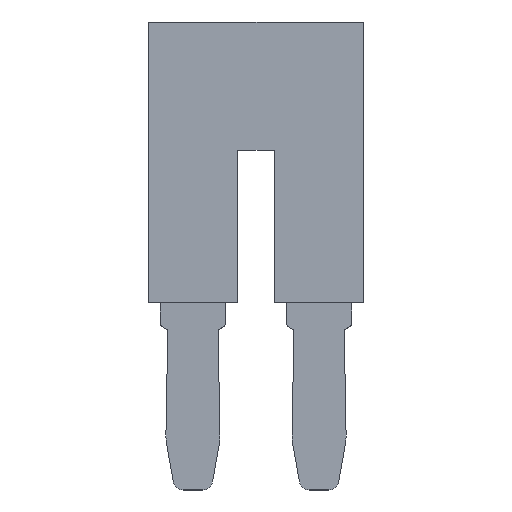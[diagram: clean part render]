
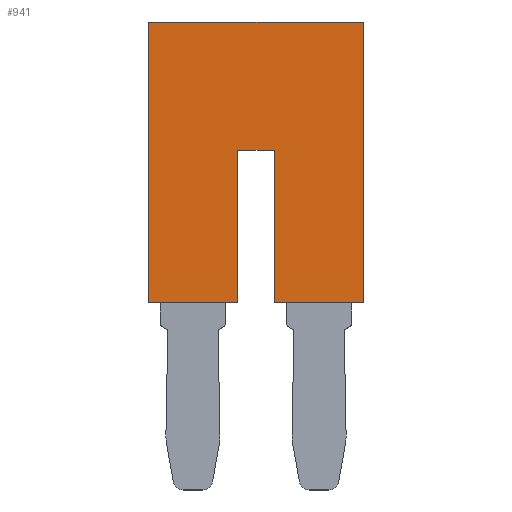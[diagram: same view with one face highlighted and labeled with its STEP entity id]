
A CAD part, top view. The second image highlights one B-rep face of the part: STEP entity #941.
In plain terms, the highlighted planar face has unit normal (0, 0, 1).
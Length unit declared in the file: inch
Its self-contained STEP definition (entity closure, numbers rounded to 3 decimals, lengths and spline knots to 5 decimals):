
#105=DIRECTION('',(-1.,0.,0.));
#106=VECTOR('',#105,5.29988);
#107=CARTESIAN_POINT('',(4.91472,-5.92369,1.5));
#108=LINE('',#107,#106);
#109=DIRECTION('',(-1.,0.,0.));
#110=VECTOR('',#109,5.29988);
#111=CARTESIAN_POINT('',(10.2146,-5.92369,1.5));
#112=LINE('',#111,#110);
#113=DIRECTION('',(0.,1.,0.));
#114=VECTOR('',#113,13.79969);
#115=CARTESIAN_POINT('',(10.2146,-19.72338,1.5));
#116=LINE('',#115,#114);
#117=DIRECTION('',(1.,0.,0.));
#118=VECTOR('',#117,4.3999);
#119=CARTESIAN_POINT('',(5.8147,-19.72338,1.5));
#120=LINE('',#119,#118);
#121=DIRECTION('',(0.,-1.,0.));
#122=VECTOR('',#121,7.49983);
#123=CARTESIAN_POINT('',(5.8147,-12.22355,1.5));
#124=LINE('',#123,#122);
#125=DIRECTION('',(1.,0.,0.));
#126=VECTOR('',#125,1.79996);
#127=CARTESIAN_POINT('',(4.01474,-12.22355,1.5));
#128=LINE('',#127,#126);
#129=DIRECTION('',(0.,1.,0.));
#130=VECTOR('',#129,7.49983);
#131=CARTESIAN_POINT('',(4.01474,-19.72338,1.5));
#132=LINE('',#131,#130);
#133=DIRECTION('',(1.,0.,0.));
#134=VECTOR('',#133,4.3999);
#135=CARTESIAN_POINT('',(-0.38516,-19.72338,1.5));
#136=LINE('',#135,#134);
#137=DIRECTION('',(0.,-1.,0.));
#138=VECTOR('',#137,13.79969);
#139=CARTESIAN_POINT('',(-0.38516,-5.92369,1.5));
#140=LINE('',#139,#138);
#595=CARTESIAN_POINT('',(4.91472,-5.92369,1.5));
#596=CARTESIAN_POINT('',(-0.38516,-5.92369,1.5));
#597=VERTEX_POINT('',#595);
#598=VERTEX_POINT('',#596);
#599=CARTESIAN_POINT('',(-0.38516,-19.72338,1.5));
#600=VERTEX_POINT('',#599);
#601=CARTESIAN_POINT('',(4.01474,-19.72338,1.5));
#602=VERTEX_POINT('',#601);
#603=CARTESIAN_POINT('',(4.01474,-12.22355,1.5));
#604=VERTEX_POINT('',#603);
#605=CARTESIAN_POINT('',(5.8147,-12.22355,1.5));
#606=VERTEX_POINT('',#605);
#607=CARTESIAN_POINT('',(5.8147,-19.72338,1.5));
#608=VERTEX_POINT('',#607);
#609=CARTESIAN_POINT('',(10.2146,-19.72338,1.5));
#610=VERTEX_POINT('',#609);
#611=CARTESIAN_POINT('',(10.2146,-5.92369,1.5));
#612=VERTEX_POINT('',#611);
#925=CARTESIAN_POINT('',(0.,0.,1.5));
#926=DIRECTION('',(0.,0.,1.));
#927=DIRECTION('',(1.,0.,0.));
#928=AXIS2_PLACEMENT_3D('',#925,#926,#927);
#929=PLANE('',#928);
#930=ORIENTED_EDGE('',*,*,#787,.F.);
#931=ORIENTED_EDGE('',*,*,#802,.F.);
#932=ORIENTED_EDGE('',*,*,#816,.F.);
#933=ORIENTED_EDGE('',*,*,#830,.F.);
#934=ORIENTED_EDGE('',*,*,#854,.F.);
#935=ORIENTED_EDGE('',*,*,#868,.F.);
#936=ORIENTED_EDGE('',*,*,#882,.F.);
#937=ORIENTED_EDGE('',*,*,#896,.F.);
#938=ORIENTED_EDGE('',*,*,#919,.F.);
#939=EDGE_LOOP('',(#930,#931,#932,#933,#934,#935,#936,#937,#938));
#940=FACE_OUTER_BOUND('',#939,.F.);
#787=EDGE_CURVE('',#597,#598,#108,.T.);
#802=EDGE_CURVE('',#612,#597,#112,.T.);
#816=EDGE_CURVE('',#610,#612,#116,.T.);
#830=EDGE_CURVE('',#608,#610,#120,.T.);
#854=EDGE_CURVE('',#606,#608,#124,.T.);
#868=EDGE_CURVE('',#604,#606,#128,.T.);
#882=EDGE_CURVE('',#602,#604,#132,.T.);
#896=EDGE_CURVE('',#600,#602,#136,.T.);
#919=EDGE_CURVE('',#598,#600,#140,.T.);
#941=ADVANCED_FACE('',(#940),#929,.T.);
